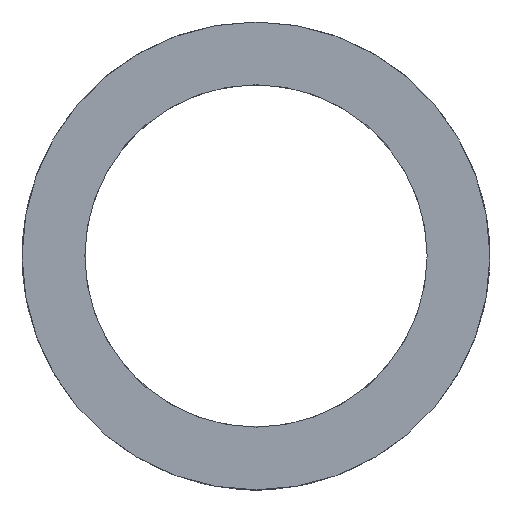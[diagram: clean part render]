
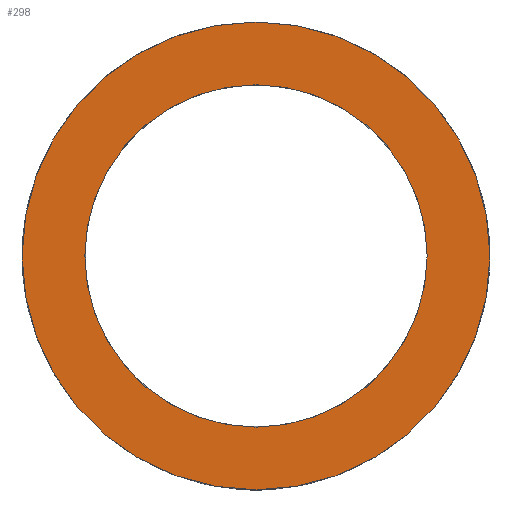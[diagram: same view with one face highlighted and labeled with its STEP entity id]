
A CAD part, top view. The second image highlights one B-rep face of the part: STEP entity #298.
In plain terms, the highlighted planar face has unit normal (0, 0, 1).
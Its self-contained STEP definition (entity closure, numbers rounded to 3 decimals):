
#15=FACE_BOUND('',#48,.T.);
#32=FACE_OUTER_BOUND('',#47,.T.);
#47=EDGE_LOOP('',(#269));
#48=EDGE_LOOP('',(#270));
#57=CIRCLE('',#327,20.5);
#64=CIRCLE('',#340,15.);
#135=VERTEX_POINT('',#479);
#144=VERTEX_POINT('',#512);
#165=EDGE_CURVE('',#135,#135,#57,.T.);
#184=EDGE_CURVE('',#144,#144,#64,.T.);
#269=ORIENTED_EDGE('',*,*,#165,.T.);
#270=ORIENTED_EDGE('',*,*,#184,.T.);
#283=PLANE('',#343);
#298=ADVANCED_FACE('',(#32,#15),#283,.T.);
#327=AXIS2_PLACEMENT_3D('',#480,#386,#387);
#340=AXIS2_PLACEMENT_3D('',#514,#424,#425);
#343=AXIS2_PLACEMENT_3D('',#519,#432,#433);
#386=DIRECTION('center_axis',(0.,0.,1.));
#387=DIRECTION('ref_axis',(-1.,0.,0.));
#424=DIRECTION('center_axis',(0.,0.,-1.));
#425=DIRECTION('ref_axis',(-1.,0.,0.));
#432=DIRECTION('center_axis',(0.,0.,1.));
#433=DIRECTION('ref_axis',(-1.,0.,0.));
#479=CARTESIAN_POINT('',(20.5,0.,5.5));
#480=CARTESIAN_POINT('Origin',(0.,0.,5.5));
#512=CARTESIAN_POINT('',(15.,0.,5.5));
#514=CARTESIAN_POINT('Origin',(0.,0.,5.5));
#519=CARTESIAN_POINT('Origin',(0.,0.,5.5));
